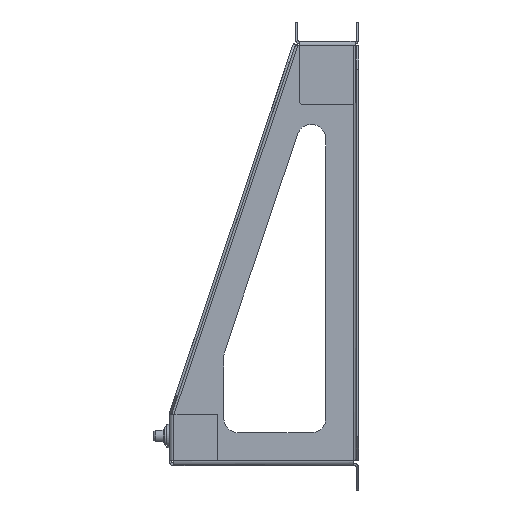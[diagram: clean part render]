
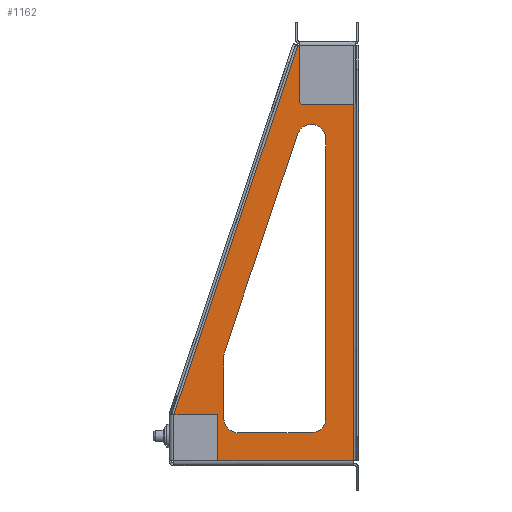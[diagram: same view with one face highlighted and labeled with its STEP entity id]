
A CAD part, left-side view. The second image highlights one B-rep face of the part: STEP entity #1162.
In plain terms, the highlighted planar face has unit normal (-1, 0, 0).
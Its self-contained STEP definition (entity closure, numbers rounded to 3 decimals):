
#133=LINE('',#5191,#433);
#178=LINE('',#5321,#478);
#182=LINE('',#5333,#482);
#186=LINE('',#5345,#486);
#190=LINE('',#5357,#490);
#213=LINE('',#5418,#513);
#264=LINE('',#5581,#564);
#266=LINE('',#5588,#566);
#272=LINE('',#5607,#572);
#433=VECTOR('',#4142,1.);
#478=VECTOR('',#4269,1.);
#482=VECTOR('',#4281,1.);
#486=VECTOR('',#4293,1.);
#490=VECTOR('',#4305,1.);
#513=VECTOR('',#4372,1.);
#564=VECTOR('',#4541,1.);
#566=VECTOR('',#4553,1.);
#572=VECTOR('',#4571,1.);
#982=PLANE('',#3766);
#1162=ADVANCED_FACE('',(#1375,#1376),#982,.F.);
#1375=FACE_BOUND('',#1566,.T.);
#1376=FACE_BOUND('',#1567,.T.);
#1566=EDGE_LOOP('',(#2221,#2222,#2223,#2224,#2225,#2226,#2227,#2228));
#1567=EDGE_LOOP('',(#2229,#2230,#2231,#2232,#2233));
#2221=ORIENTED_EDGE('',*,*,#3072,.T.);
#2222=ORIENTED_EDGE('',*,*,#3093,.T.);
#2223=ORIENTED_EDGE('',*,*,#3090,.T.);
#2224=ORIENTED_EDGE('',*,*,#3087,.T.);
#2225=ORIENTED_EDGE('',*,*,#3084,.T.);
#2226=ORIENTED_EDGE('',*,*,#3081,.T.);
#2227=ORIENTED_EDGE('',*,*,#3078,.T.);
#2228=ORIENTED_EDGE('',*,*,#3075,.T.);
#2229=ORIENTED_EDGE('',*,*,#3204,.F.);
#2230=ORIENTED_EDGE('',*,*,#3008,.F.);
#2231=ORIENTED_EDGE('',*,*,#3121,.T.);
#2232=ORIENTED_EDGE('',*,*,#3218,.F.);
#2233=ORIENTED_EDGE('',*,*,#3208,.F.);
#2654=VERTEX_POINT('',#5092);
#2686=VERTEX_POINT('',#5182);
#2689=VERTEX_POINT('',#5190);
#2702=VERTEX_POINT('',#5224);
#2733=VERTEX_POINT('',#5320);
#2734=VERTEX_POINT('',#5322);
#2736=VERTEX_POINT('',#5328);
#2738=VERTEX_POINT('',#5334);
#2740=VERTEX_POINT('',#5340);
#2742=VERTEX_POINT('',#5346);
#2744=VERTEX_POINT('',#5352);
#2746=VERTEX_POINT('',#5358);
#2815=VERTEX_POINT('',#5589);
#3008=EDGE_CURVE('',#2689,#2686,#133,.T.);
#3072=EDGE_CURVE('',#2734,#2733,#178,.T.);
#3075=EDGE_CURVE('',#2736,#2734,#3412,.T.);
#3078=EDGE_CURVE('',#2738,#2736,#182,.T.);
#3081=EDGE_CURVE('',#2740,#2738,#3414,.T.);
#3084=EDGE_CURVE('',#2742,#2740,#186,.T.);
#3087=EDGE_CURVE('',#2744,#2742,#3416,.T.);
#3090=EDGE_CURVE('',#2746,#2744,#190,.T.);
#3093=EDGE_CURVE('',#2733,#2746,#3418,.T.);
#3121=EDGE_CURVE('',#2689,#2702,#213,.T.);
#3204=EDGE_CURVE('',#2686,#2654,#264,.T.);
#3208=EDGE_CURVE('',#2654,#2815,#266,.T.);
#3218=EDGE_CURVE('',#2815,#2702,#272,.T.);
#3412=CIRCLE('',#3663,6.);
#3414=CIRCLE('',#3667,10.);
#3416=CIRCLE('',#3671,6.);
#3418=CIRCLE('',#3675,6.);
#3663=AXIS2_PLACEMENT_3D('',#5327,#4275,#4276);
#3667=AXIS2_PLACEMENT_3D('',#5339,#4287,#4288);
#3671=AXIS2_PLACEMENT_3D('',#5351,#4299,#4300);
#3675=AXIS2_PLACEMENT_3D('',#5362,#4311,#4312);
#3766=AXIS2_PLACEMENT_3D('',#5609,#4574,#4575);
#4142=DIRECTION('',(0.,-1.,0.));
#4269=DIRECTION('',(0.,0.,-1.));
#4275=DIRECTION('',(1.,0.,0.));
#4276=DIRECTION('',(0.,0.,1.));
#4281=DIRECTION('',(0.,-0.318,0.948));
#4287=DIRECTION('',(1.,0.,0.));
#4288=DIRECTION('',(0.,0.,1.));
#4293=DIRECTION('',(0.,0.,1.));
#4299=DIRECTION('',(1.,0.,0.));
#4300=DIRECTION('',(0.,0.,1.));
#4305=DIRECTION('',(0.,1.,0.));
#4311=DIRECTION('',(1.,0.,0.));
#4312=DIRECTION('',(0.,0.,1.));
#4372=DIRECTION('',(0.,0.318,-0.948));
#4541=DIRECTION('',(0.,0.,-1.));
#4553=DIRECTION('',(0.,1.,0.));
#4571=DIRECTION('',(0.,0.,1.));
#4574=DIRECTION('',(1.,0.,0.));
#4575=DIRECTION('',(0.,0.036,-0.999));
#5092=CARTESIAN_POINT('',(23.076,23.999,128.658));
#5182=CARTESIAN_POINT('',(23.076,23.999,299.658));
#5190=CARTESIAN_POINT('',(23.076,46.999,299.658));
#5191=CARTESIAN_POINT('',(23.076,21.999,299.658));
#5224=CARTESIAN_POINT('',(23.076,97.999,147.658));
#5320=CARTESIAN_POINT('',(23.076,35.499,146.158));
#5321=CARTESIAN_POINT('',(23.076,35.499,179.889));
#5322=CARTESIAN_POINT('',(23.076,35.499,261.035));
#5327=CARTESIAN_POINT('',(23.076,41.499,261.035));
#5328=CARTESIAN_POINT('',(23.076,47.188,262.944));
#5333=CARTESIAN_POINT('',(23.076,55.273,238.846));
#5334=CARTESIAN_POINT('',(23.076,76.98,174.151));
#5339=CARTESIAN_POINT('',(23.076,67.499,170.97));
#5340=CARTESIAN_POINT('',(23.076,77.499,170.97));
#5345=CARTESIAN_POINT('',(23.076,77.499,192.295));
#5346=CARTESIAN_POINT('',(23.076,77.499,146.158));
#5351=CARTESIAN_POINT('',(23.076,71.499,146.158));
#5352=CARTESIAN_POINT('',(23.076,71.499,140.158));
#5357=CARTESIAN_POINT('',(23.076,65.749,140.158));
#5358=CARTESIAN_POINT('',(23.076,41.499,140.158));
#5362=CARTESIAN_POINT('',(23.076,41.499,146.158));
#5418=CARTESIAN_POINT('',(23.076,60.631,259.032));
#5581=CARTESIAN_POINT('',(23.076,23.999,256.639));
#5588=CARTESIAN_POINT('',(23.076,78.999,128.658));
#5589=CARTESIAN_POINT('',(23.076,97.999,128.658));
#5607=CARTESIAN_POINT('',(23.076,97.999,299.658));
#5609=CARTESIAN_POINT('',(23.076,59.999,213.62));
